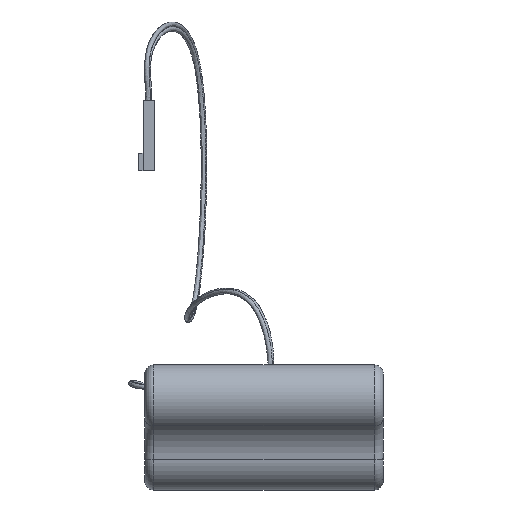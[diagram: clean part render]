
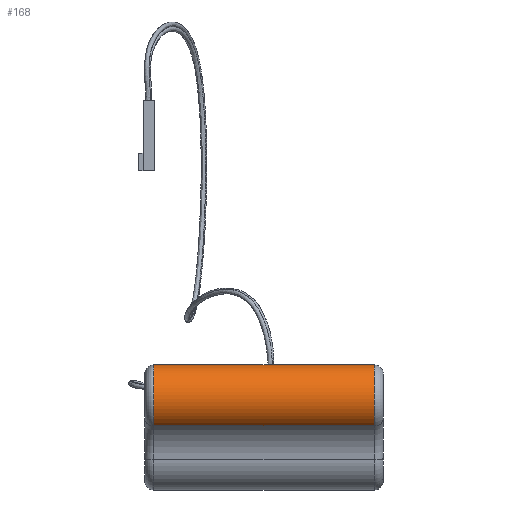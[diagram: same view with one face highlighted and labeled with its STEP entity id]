
A CAD part, front view. The second image highlights one B-rep face of the part: STEP entity #168.
In plain terms, the highlighted cylindrical face has radius 7.25 mm (diameter 14.5 mm), a partial arc.
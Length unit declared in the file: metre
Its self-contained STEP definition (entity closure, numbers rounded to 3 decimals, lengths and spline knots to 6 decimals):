
#168 = ADVANCED_FACE( '', ( #330 ), #331, .T. );
#330 = FACE_OUTER_BOUND( '', #518, .T. );
#331 = CYLINDRICAL_SURFACE( '', #519, 0.00725 );
#518 = EDGE_LOOP( '', ( #1958, #1959, #1960, #1961 ) );
#519 = AXIS2_PLACEMENT_3D( '', #1962, #1963, #1964 );
#1958 = ORIENTED_EDGE( '', *, *, #2409, .T. );
#1959 = ORIENTED_EDGE( '', *, *, #2410, .T. );
#1960 = ORIENTED_EDGE( '', *, *, #2411, .F. );
#1961 = ORIENTED_EDGE( '', *, *, #2412, .T. );
#1962 = CARTESIAN_POINT( '', ( 0.02175, -0.012557, 0. ) );
#1963 = DIRECTION( '', ( 0., 0., -1. ) );
#1964 = DIRECTION( '', ( -0.866, 0.5, 0. ) );
#2409 = EDGE_CURVE( '', #2603, #2604, #2605, .T. );
#2410 = EDGE_CURVE( '', #2604, #2606, #2607, .T. );
#2411 = EDGE_CURVE( '', #2608, #2606, #2609, .T. );
#2412 = EDGE_CURVE( '', #2608, #2603, #2610, .T. );
#2603 = VERTEX_POINT( '', #2949 );
#2604 = VERTEX_POINT( '', #2950 );
#2605 = B_SPLINE_CURVE_WITH_KNOTS( '', 3, ( #2951, #2952, #2953, #2954, #2955, #2956, #2957, #2958, #2959, #2960, #2961, #2962, #2963, #2964, #2965, #2966, #2967, #2968 ), .UNSPECIFIED., .F., .F., ( 4, 2, 2, 2, 2, 2, 2, 2, 4 ), ( -2.961925, -2.591684, -2.221443, -1.851203, -1.480962, -1.110722, -0.740481, -0.370241, 0. ), .UNSPECIFIED. );
#2606 = VERTEX_POINT( '', #2969 );
#2607 = B_SPLINE_CURVE_WITH_KNOTS( '', 3, ( #2970, #2971, #2972, #2973 ), .UNSPECIFIED., .F., .F., ( 4, 4 ), ( -47.65, 0. ), .UNSPECIFIED. );
#2608 = VERTEX_POINT( '', #2974 );
#2609 = B_SPLINE_CURVE_WITH_KNOTS( '', 3, ( #2975, #2976, #2977, #2978, #2979, #2980, #2981, #2982, #2983, #2984, #2985, #2986, #2987, #2988, #2989, #2990, #2991, #2992 ), .UNSPECIFIED., .F., .F., ( 4, 2, 2, 2, 2, 2, 2, 2, 4 ), ( 0., 0.370241, 0.740481, 1.110722, 1.480962, 1.851203, 2.221443, 2.591684, 2.961925 ), .UNSPECIFIED. );
#2610 = B_SPLINE_CURVE_WITH_KNOTS( '', 3, ( #2993, #2994, #2995, #2996 ), .UNSPECIFIED., .F., .F., ( 4, 4 ), ( -47.65, 0. ), .UNSPECIFIED. );
#2949 = CARTESIAN_POINT( '', ( 0.025924, -0.006629, 0.04965 ) );
#2950 = CARTESIAN_POINT( '', ( 0.018703, -0.019136, 0.04965 ) );
#2951 = CARTESIAN_POINT( '', ( 0.025924, -0.006629, 0.04965 ) );
#2952 = CARTESIAN_POINT( '', ( 0.026655, -0.007144, 0.04965 ) );
#2953 = CARTESIAN_POINT( '', ( 0.02729, -0.007796, 0.04965 ) );
#2954 = CARTESIAN_POINT( '', ( 0.028282, -0.009286, 0.04965 ) );
#2955 = CARTESIAN_POINT( '', ( 0.028638, -0.010123, 0.04965 ) );
#2956 = CARTESIAN_POINT( '', ( 0.029023, -0.011871, 0.04965 ) );
#2957 = CARTESIAN_POINT( '', ( 0.029052, -0.012781, 0.04965 ) );
#2958 = CARTESIAN_POINT( '', ( 0.028778, -0.014549, 0.04965 ) );
#2959 = CARTESIAN_POINT( '', ( 0.028476, -0.015407, 0.04965 ) );
#2960 = CARTESIAN_POINT( '', ( 0.027581, -0.016957, 0.04965 ) );
#2961 = CARTESIAN_POINT( '', ( 0.026989, -0.017648, 0.04965 ) );
#2962 = CARTESIAN_POINT( '', ( 0.025594, -0.018769, 0.04965 ) );
#2963 = CARTESIAN_POINT( '', ( 0.024792, -0.019199, 0.04965 ) );
#2964 = CARTESIAN_POINT( '', ( 0.023086, -0.019739, 0.04965 ) );
#2965 = CARTESIAN_POINT( '', ( 0.022183, -0.01985, 0.04965 ) );
#2966 = CARTESIAN_POINT( '', ( 0.020397, -0.019736, 0.04965 ) );
#2967 = CARTESIAN_POINT( '', ( 0.019515, -0.019512, 0.04965 ) );
#2968 = CARTESIAN_POINT( '', ( 0.018703, -0.019136, 0.04965 ) );
#2969 = CARTESIAN_POINT( '', ( 0.018703, -0.019136, 0.002 ) );
#2970 = CARTESIAN_POINT( '', ( 0.018703, -0.019136, 0.04965 ) );
#2971 = CARTESIAN_POINT( '', ( 0.018703, -0.019136, 0.033767 ) );
#2972 = CARTESIAN_POINT( '', ( 0.018703, -0.019136, 0.017883 ) );
#2973 = CARTESIAN_POINT( '', ( 0.018703, -0.019136, 0.002 ) );
#2974 = CARTESIAN_POINT( '', ( 0.025924, -0.006629, 0.002 ) );
#2975 = CARTESIAN_POINT( '', ( 0.025924, -0.006629, 0.002 ) );
#2976 = CARTESIAN_POINT( '', ( 0.026655, -0.007144, 0.002 ) );
#2977 = CARTESIAN_POINT( '', ( 0.02729, -0.007796, 0.002 ) );
#2978 = CARTESIAN_POINT( '', ( 0.028282, -0.009286, 0.002 ) );
#2979 = CARTESIAN_POINT( '', ( 0.028638, -0.010123, 0.002 ) );
#2980 = CARTESIAN_POINT( '', ( 0.029023, -0.011871, 0.002 ) );
#2981 = CARTESIAN_POINT( '', ( 0.029052, -0.012781, 0.002 ) );
#2982 = CARTESIAN_POINT( '', ( 0.028778, -0.014549, 0.002 ) );
#2983 = CARTESIAN_POINT( '', ( 0.028476, -0.015407, 0.002 ) );
#2984 = CARTESIAN_POINT( '', ( 0.027581, -0.016957, 0.002 ) );
#2985 = CARTESIAN_POINT( '', ( 0.026989, -0.017648, 0.002 ) );
#2986 = CARTESIAN_POINT( '', ( 0.025594, -0.018769, 0.002 ) );
#2987 = CARTESIAN_POINT( '', ( 0.024792, -0.019199, 0.002 ) );
#2988 = CARTESIAN_POINT( '', ( 0.023086, -0.019739, 0.002 ) );
#2989 = CARTESIAN_POINT( '', ( 0.022183, -0.01985, 0.002 ) );
#2990 = CARTESIAN_POINT( '', ( 0.020397, -0.019736, 0.002 ) );
#2991 = CARTESIAN_POINT( '', ( 0.019515, -0.019512, 0.002 ) );
#2992 = CARTESIAN_POINT( '', ( 0.018703, -0.019136, 0.002 ) );
#2993 = CARTESIAN_POINT( '', ( 0.025924, -0.006629, 0.002 ) );
#2994 = CARTESIAN_POINT( '', ( 0.025924, -0.006629, 0.017883 ) );
#2995 = CARTESIAN_POINT( '', ( 0.025924, -0.006629, 0.033767 ) );
#2996 = CARTESIAN_POINT( '', ( 0.025924, -0.006629, 0.04965 ) );
